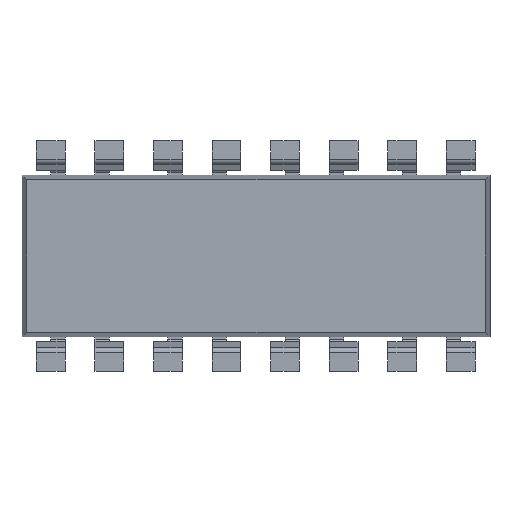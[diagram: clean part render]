
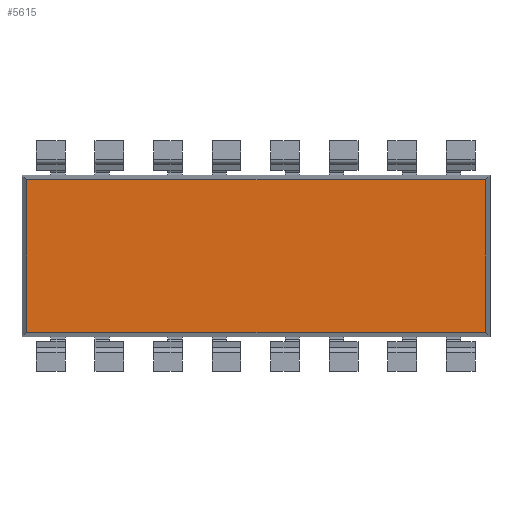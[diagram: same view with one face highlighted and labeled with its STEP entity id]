
A CAD part, front view. The second image highlights one B-rep face of the part: STEP entity #5615.
In plain terms, the highlighted planar face has unit normal (0, -1, 0).
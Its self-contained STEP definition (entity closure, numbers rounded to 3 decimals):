
#3644 = VERTEX_POINT('',#3645);
#3645 = CARTESIAN_POINT('',(9.951,0.65,-3.301));
#3651 = EDGE_CURVE('',#3644,#3652,#3654,.T.);
#3652 = VERTEX_POINT('',#3653);
#3653 = CARTESIAN_POINT('',(-9.951,0.65,-3.301));
#3654 = LINE('',#3655,#3656);
#3655 = CARTESIAN_POINT('',(-9.951,0.65,-3.301));
#3656 = VECTOR('',#3657,1.);
#3657 = DIRECTION('',(-1.,-0.,0.));
#4558 = VERTEX_POINT('',#4559);
#4559 = CARTESIAN_POINT('',(-9.951,0.65,3.301));
#4565 = EDGE_CURVE('',#4558,#4566,#4568,.T.);
#4566 = VERTEX_POINT('',#4567);
#4567 = CARTESIAN_POINT('',(9.951,0.65,3.301));
#4568 = LINE('',#4569,#4570);
#4569 = CARTESIAN_POINT('',(-9.951,0.65,3.301));
#4570 = VECTOR('',#4571,1.);
#4571 = DIRECTION('',(1.,0.,0.));
#5575 = EDGE_CURVE('',#3652,#4558,#5576,.T.);
#5576 = LINE('',#5577,#5578);
#5577 = CARTESIAN_POINT('',(-9.951,0.65,-3.301));
#5578 = VECTOR('',#5579,1.);
#5579 = DIRECTION('',(0.,0.,1.));
#5597 = EDGE_CURVE('',#4566,#3644,#5598,.T.);
#5598 = LINE('',#5599,#5600);
#5599 = CARTESIAN_POINT('',(9.951,0.65,-3.301));
#5600 = VECTOR('',#5601,1.);
#5601 = DIRECTION('',(-0.,-0.,-1.));
#5615 = ADVANCED_FACE('',(#5616),#5622,.F.);
#5616 = FACE_BOUND('',#5617,.T.);
#5617 = EDGE_LOOP('',(#5618,#5619,#5620,#5621));
#5618 = ORIENTED_EDGE('',*,*,#5575,.F.);
#5619 = ORIENTED_EDGE('',*,*,#3651,.F.);
#5620 = ORIENTED_EDGE('',*,*,#5597,.F.);
#5621 = ORIENTED_EDGE('',*,*,#4565,.F.);
#5622 = PLANE('',#5623);
#5623 = AXIS2_PLACEMENT_3D('',#5624,#5625,#5626);
#5624 = CARTESIAN_POINT('',(-9.951,0.65,3.301));
#5625 = DIRECTION('',(-0.,1.,0.));
#5626 = DIRECTION('',(0.,0.,1.));
